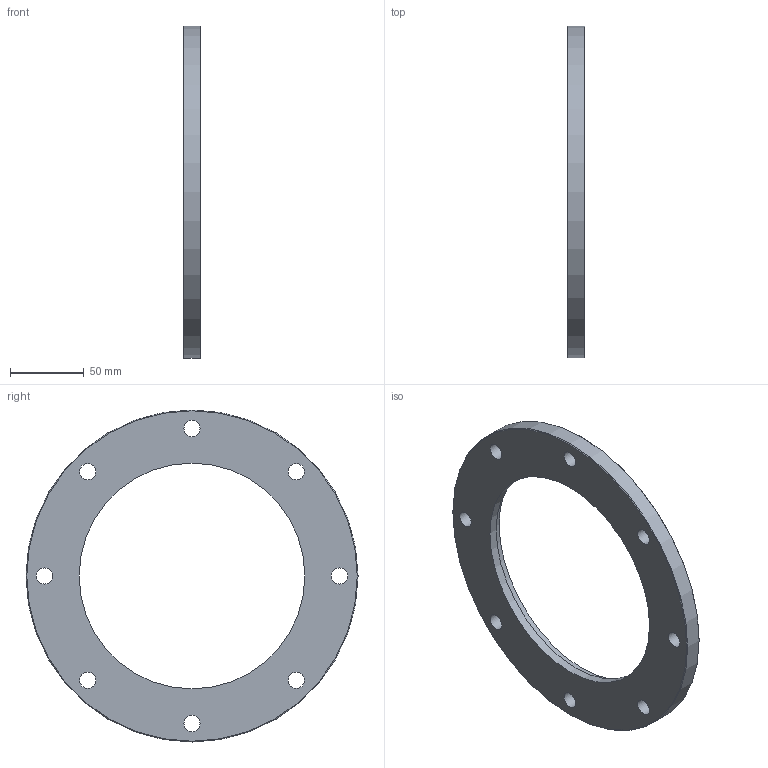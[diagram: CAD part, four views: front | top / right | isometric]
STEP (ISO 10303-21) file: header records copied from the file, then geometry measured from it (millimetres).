
FILE_DESCRIPTION(/* description */ (''),/* implementation_level */ '2;1');
FILE_NAME(/* name */ 'FL-160LFB-W159.stp',/* time_stamp */ '2018-07-12T09:50:15+01:00',/* author */ ('paul'),/* organization */ (''),/* preprocessor_version */ 'ST-DEVELOPER v17',/* originating_system */ 'Autodesk Inventor 2019',/* authorisation */ '');
FILE_SCHEMA (('AUTOMOTIVE_DESIGN { 1 0 10303 214 3 1 1 }'));
Length unit declared in the file: millimetre
Products named in the file (1): FL-160LFB-W159
Bounding box: 12 x 225 x 225 mm (x, y, z)
Volume: 237633.1 mm3; surface area: 58505.9 mm2
Topology: 1 solids, 1 shells, 16 faces, 51 edges, 38 vertices
Faces by surface type: cylinder 11, plane 3, cone 2
Full cylindrical faces by diameter (mm): 11 x8, 153 x1, 159.5 x1, 225 x1
Entity records: 684 total; most frequent: DIRECTION 123, CARTESIAN_POINT 106, ORIENTED_EDGE 102, AXIS2_PLACEMENT_3D 55, EDGE_CURVE 51, CIRCLE 38, VERTEX_POINT 38, EDGE_LOOP 35
